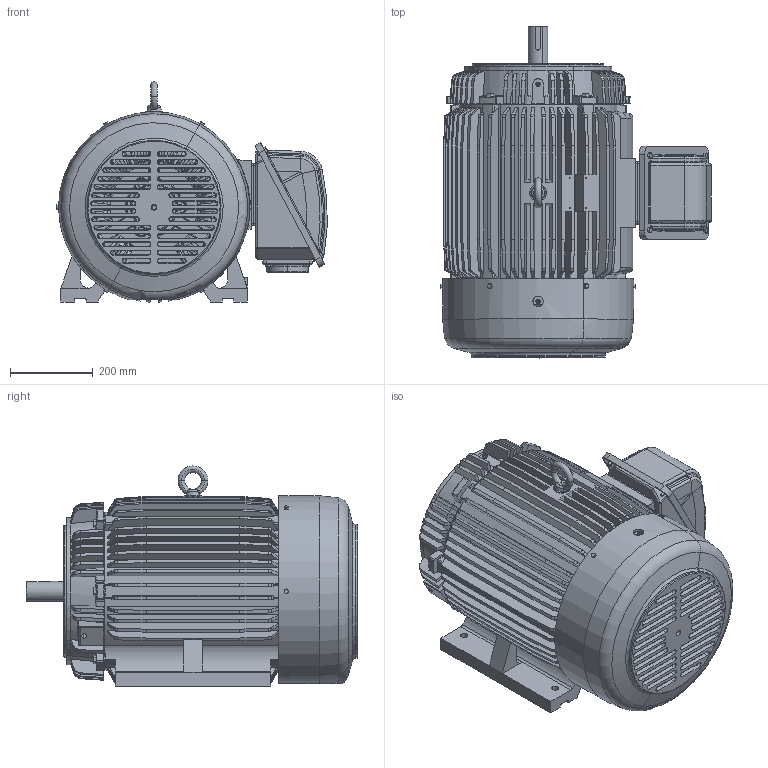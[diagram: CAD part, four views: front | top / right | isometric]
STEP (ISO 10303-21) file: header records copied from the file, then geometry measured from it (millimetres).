
FILE_DESCRIPTION(('CATIA V5 STEP Exchange'),'2;1');
FILE_NAME('365TS-HV-CF_AllCATPart.stp','2012-08-27T02:12:54+00:00',('none'),('none'),'CATIA Version 5 Release 19 SP 9 (IN-10)','CATIA V5 STEP AP203','none');
FILE_SCHEMA(('CONFIG_CONTROL_DESIGN'));
Length unit declared in the file: millimetre
Products named in the file (1): 365TS-HV-CF_AllCATPart
Bounding box: 652.67 x 800.67 x 531.28 mm (x, y, z)
Volume: 29551474.5 mm3; surface area: 5476803.4 mm2
Topology: 49 solids, 49 shells, 3820 faces, 10389 edges, 6740 vertices
Faces by surface type: plane 1408, cylinder 855, torus 785, cone 696, bspline 42, sphere 34
Entity records: 125874 total; most frequent: CARTESIAN_POINT 42943, ORIENTED_EDGE 20738, DIRECTION 11215, EDGE_CURVE 10369, VERTEX_POINT 6740, AXIS2_PLACEMENT_3D 5867, EDGE_LOOP 4139, CIRCLE 3911
